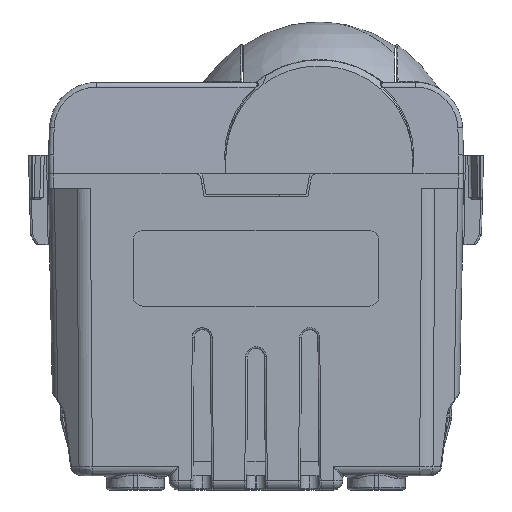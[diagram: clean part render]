
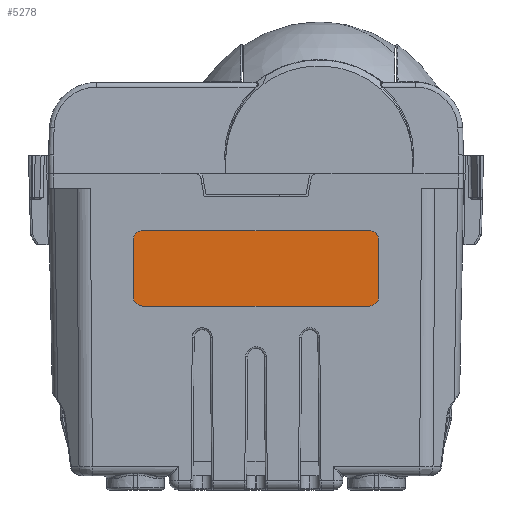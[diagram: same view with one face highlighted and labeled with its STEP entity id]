
A CAD part, left-side view. The second image highlights one B-rep face of the part: STEP entity #5278.
In plain terms, the highlighted planar face has unit normal (-1, 0, -0.018).
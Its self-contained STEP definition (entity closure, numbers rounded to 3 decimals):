
#5238=AXIS2_PLACEMENT_3D('Plane Axis2P3D',#5235,#5236,#5237) ;
#4086=CARTESIAN_POINT('Vertex',(-10.556,-12.,-12.5)) ;
#4089=CARTESIAN_POINT('Line Origine',(-10.556,0.,-12.5)) ;
#4093=CARTESIAN_POINT('Vertex',(-10.556,12.,-12.5)) ;
#4118=CARTESIAN_POINT('Vertex',(-10.695,-12.,-4.5)) ;
#4122=CARTESIAN_POINT('Control Point',(-10.678,-13.,-5.5)) ;
#4123=CARTESIAN_POINT('Control Point',(-10.685,-13.,-5.107)) ;
#4124=CARTESIAN_POINT('Control Point',(-10.692,-12.79,-4.71)) ;
#4125=CARTESIAN_POINT('Control Point',(-10.695,-12.393,-4.5)) ;
#4126=CARTESIAN_POINT('Control Point',(-10.695,-12.,-4.5)) ;
#4127=CARTESIAN_POINT('Vertex',(-10.678,-13.,-5.5)) ;
#4152=CARTESIAN_POINT('Vertex',(-10.695,12.,-4.5)) ;
#4155=CARTESIAN_POINT('Line Origine',(-10.695,0.,-4.5)) ;
#4174=CARTESIAN_POINT('Control Point',(-10.573,13.,-11.5)) ;
#4175=CARTESIAN_POINT('Control Point',(-10.566,13.,-11.893)) ;
#4176=CARTESIAN_POINT('Control Point',(-10.559,12.79,-12.29)) ;
#4177=CARTESIAN_POINT('Control Point',(-10.556,12.393,-12.5)) ;
#4178=CARTESIAN_POINT('Control Point',(-10.556,12.,-12.5)) ;
#4179=CARTESIAN_POINT('Vertex',(-10.573,13.,-11.5)) ;
#5235=CARTESIAN_POINT('Axis2P3D Location',(-10.8,0.,1.503)) ;
#5241=CARTESIAN_POINT('Control Point',(-10.556,-12.,-12.5)) ;
#5242=CARTESIAN_POINT('Control Point',(-10.556,-12.393,-12.5)) ;
#5243=CARTESIAN_POINT('Control Point',(-10.559,-12.79,-12.29)) ;
#5244=CARTESIAN_POINT('Control Point',(-10.566,-13.,-11.893)) ;
#5245=CARTESIAN_POINT('Control Point',(-10.573,-13.,-11.5)) ;
#5246=CARTESIAN_POINT('Vertex',(-10.573,-13.,-11.5)) ;
#5249=CARTESIAN_POINT('Line Origine',(-10.625,-13.,-8.5)) ;
#5255=CARTESIAN_POINT('Control Point',(-10.695,12.,-4.5)) ;
#5256=CARTESIAN_POINT('Control Point',(-10.695,12.393,-4.5)) ;
#5257=CARTESIAN_POINT('Control Point',(-10.692,12.79,-4.71)) ;
#5258=CARTESIAN_POINT('Control Point',(-10.685,13.,-5.107)) ;
#5259=CARTESIAN_POINT('Control Point',(-10.678,13.,-5.5)) ;
#5260=CARTESIAN_POINT('Vertex',(-10.678,13.,-5.5)) ;
#5263=CARTESIAN_POINT('Line Origine',(-10.625,13.,-8.5)) ;
#4090=DIRECTION('Vector Direction',(0.,1.,0.)) ;
#4156=DIRECTION('Vector Direction',(0.,-1.,0.)) ;
#5236=DIRECTION('Axis2P3D Direction',(1.,-0.,0.017)) ;
#5237=DIRECTION('Axis2P3D XDirection',(0.,1.,0.)) ;
#5250=DIRECTION('Vector Direction',(-0.017,0.,1.)) ;
#5264=DIRECTION('Vector Direction',(-0.017,0.,1.)) ;
#4091=VECTOR('Line Direction',#4090,1.) ;
#4157=VECTOR('Line Direction',#4156,1.) ;
#5251=VECTOR('Line Direction',#5250,1.) ;
#5265=VECTOR('Line Direction',#5264,1.) ;
#5269=ORIENTED_EDGE('',*,*,#5248,.T.) ;
#5270=ORIENTED_EDGE('',*,*,#5253,.F.) ;
#5271=ORIENTED_EDGE('',*,*,#4129,.T.) ;
#5272=ORIENTED_EDGE('',*,*,#4159,.F.) ;
#5273=ORIENTED_EDGE('',*,*,#5262,.T.) ;
#5274=ORIENTED_EDGE('',*,*,#5267,.F.) ;
#5275=ORIENTED_EDGE('',*,*,#4181,.T.) ;
#5276=ORIENTED_EDGE('',*,*,#4095,.F.) ;
#5278=ADVANCED_FACE('PartBody',(#5277),#5239,.F.) ;
#4121=B_SPLINE_CURVE_WITH_KNOTS('',4,(#4122,#4123,#4124,#4125,#4126),.UNSPECIFIED.,.F.,.U.,(5,5),(0.,2.222),.UNSPECIFIED.) ;
#4173=B_SPLINE_CURVE_WITH_KNOTS('',4,(#4174,#4175,#4176,#4177,#4178),.UNSPECIFIED.,.F.,.U.,(5,5),(0.,2.222),.UNSPECIFIED.) ;
#5240=B_SPLINE_CURVE_WITH_KNOTS('',4,(#5241,#5242,#5243,#5244,#5245),.UNSPECIFIED.,.F.,.U.,(5,5),(0.,2.222),.UNSPECIFIED.) ;
#5254=B_SPLINE_CURVE_WITH_KNOTS('',4,(#5255,#5256,#5257,#5258,#5259),.UNSPECIFIED.,.F.,.U.,(5,5),(0.,2.222),.UNSPECIFIED.) ;
#4095=EDGE_CURVE('',#4087,#4094,#4092,.T.) ;
#4129=EDGE_CURVE('',#4128,#4119,#4121,.T.) ;
#4159=EDGE_CURVE('',#4153,#4119,#4158,.T.) ;
#4181=EDGE_CURVE('',#4180,#4094,#4173,.T.) ;
#5248=EDGE_CURVE('',#4087,#5247,#5240,.T.) ;
#5253=EDGE_CURVE('',#4128,#5247,#5252,.F.) ;
#5262=EDGE_CURVE('',#4153,#5261,#5254,.T.) ;
#5267=EDGE_CURVE('',#4180,#5261,#5266,.T.) ;
#5268=EDGE_LOOP('',(#5269,#5270,#5271,#5272,#5273,#5274,#5275,#5276)) ;
#5277=FACE_OUTER_BOUND('',#5268,.T.) ;
#4092=LINE('Line',#4089,#4091) ;
#4158=LINE('Line',#4155,#4157) ;
#5252=LINE('Line',#5249,#5251) ;
#5266=LINE('Line',#5263,#5265) ;
#5239=PLANE('',#5238) ;
#4087=VERTEX_POINT('',#4086) ;
#4094=VERTEX_POINT('',#4093) ;
#4119=VERTEX_POINT('',#4118) ;
#4128=VERTEX_POINT('',#4127) ;
#4153=VERTEX_POINT('',#4152) ;
#4180=VERTEX_POINT('',#4179) ;
#5247=VERTEX_POINT('',#5246) ;
#5261=VERTEX_POINT('',#5260) ;
